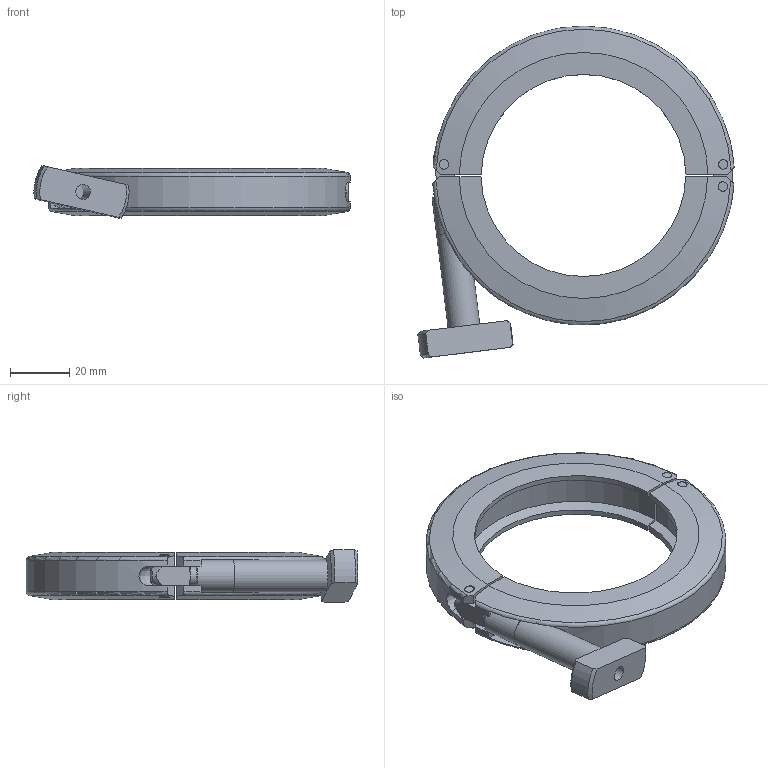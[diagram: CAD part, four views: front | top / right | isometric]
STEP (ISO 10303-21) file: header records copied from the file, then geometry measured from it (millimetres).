
FILE_DESCRIPTION(/* description */ (''),/* implementation_level */ '2;1');
FILE_NAME(/* name */ 'KF-CC-50-AL.stp',/* time_stamp */ '2016-07-19T15:50:57+08:00',/* author */ ('raccy_lai'),/* organization */ (''),/* preprocessor_version */ 'ST-DEVELOPER v16.1',/* originating_system */ 'Autodesk Inventor 2016',/* authorisation */ '');
FILE_SCHEMA (('AUTOMOTIVE_DESIGN { 1 0 10303 214 3 1 1 }'));
Length unit declared in the file: millimetre
Products named in the file (8): KF-CC-50-AL(A); KF-CC-50-AL(B); KF-CC-50-AL(C); KF-CC-50-AL(D); KF-CC-50-AL(E); KF-CC-50-AL(F); KF-CC-50-AL(G); KF-CC-50-AL
Assembly tree (9 placements, depth 2):
  KF-CC-50-AL
    KF-CC-50-AL(A)
    KF-CC-50-AL(B)
    KF-CC-50-AL(C)
    KF-CC-50-AL(D)
    KF-CC-50-AL(E)
    KF-CC-50-AL(F)
    KF-CC-50-AL(G)  x3
Bounding box: 106.5 x 111.79 x 17.54 mm (x, y, z)
Volume: 60215.3 mm3; surface area: 24841.2 mm2
Topology: 9 solids, 9 shells, 116 faces, 302 edges, 205 vertices
Faces by surface type: plane 59, cylinder 30, cone 20, torus 4, bspline 3
Full cylindrical faces by diameter (mm): 3.18 x3, 3.2 x6, 3.25 x3, 4.978 x1, 6.35 x1, 6.86 x1, 10.74 x2
Entity records: 4021 total; most frequent: CARTESIAN_POINT 1338, ORIENTED_EDGE 536, DIRECTION 508, EDGE_CURVE 268, AXIS2_PLACEMENT_3D 206, VERTEX_POINT 192, EDGE_LOOP 152, FACE_OUTER_BOUND 110
